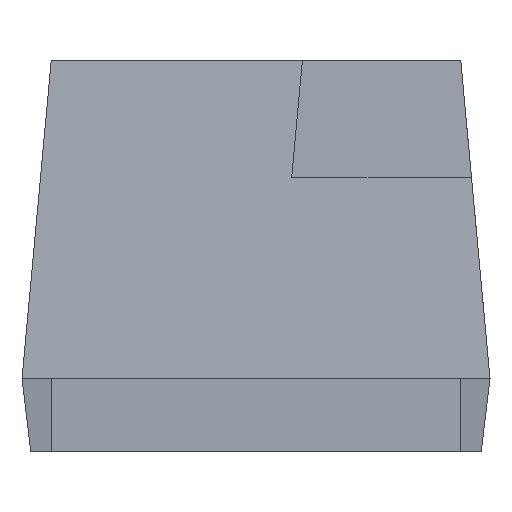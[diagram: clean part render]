
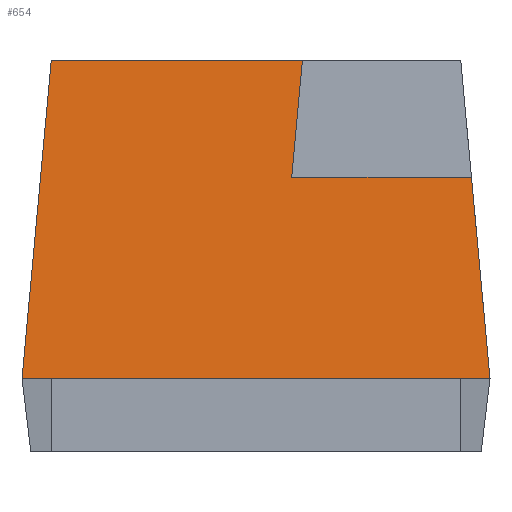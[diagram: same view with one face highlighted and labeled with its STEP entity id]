
A CAD part, left-side view. The second image highlights one B-rep face of the part: STEP entity #654.
In plain terms, the highlighted planar face has unit normal (-0.996, 0, 0.091).
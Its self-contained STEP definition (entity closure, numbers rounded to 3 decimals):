
#526=CARTESIAN_POINT('',(-0.618,-0.368,0.47));
#527=VERTEX_POINT('',#526);
#534=CARTESIAN_POINT('',(-0.618,-0.061,0.47));
#535=VERTEX_POINT('',#534);
#542=CARTESIAN_POINT('',(-0.618,-0.368,0.47));
#543=DIRECTION('',(0.0,1.0,0.0));
#544=VECTOR('',#543,0.307);
#545=LINE('',#542,#544);
#546=EDGE_CURVE('',#527,#535,#545,.T.);
#564=CARTESIAN_POINT('',(-0.6,-0.079,0.67));
#565=VERTEX_POINT('',#564);
#572=CARTESIAN_POINT('',(-0.618,-0.061,0.47));
#573=DIRECTION('',(0.091,-0.091,0.992));
#574=VECTOR('',#573,0.202);
#575=LINE('',#572,#574);
#576=EDGE_CURVE('',#535,#565,#575,.T.);
#589=CARTESIAN_POINT('',(-0.65,-0.4,0.125));
#590=VERTEX_POINT('',#589);
#591=CARTESIAN_POINT('',(-0.618,-0.368,0.47));
#592=DIRECTION('',(-0.091,-0.091,-0.992));
#593=VECTOR('',#592,0.348);
#594=LINE('',#591,#593);
#595=EDGE_CURVE('',#527,#590,#594,.T.);
#622=CARTESIAN_POINT('',(-0.625,-0.2,0.398));
#623=DIRECTION('',(-0.996,0.,0.091));
#624=DIRECTION('',(0.091,0.,0.996));
#625=AXIS2_PLACEMENT_3D('',#622,#623,#624);
#626=PLANE('',#625);
#627=ORIENTED_EDGE('',*,*,#546,.T.);
#628=ORIENTED_EDGE('',*,*,#576,.T.);
#629=CARTESIAN_POINT('',(-0.6,0.35,0.67));
#630=VERTEX_POINT('',#629);
#631=CARTESIAN_POINT('',(-0.6,-0.079,0.67));
#632=DIRECTION('',(0.0,1.0,0.0));
#633=VECTOR('',#632,0.429);
#634=LINE('',#631,#633);
#635=EDGE_CURVE('',#565,#630,#634,.T.);
#636=ORIENTED_EDGE('',*,*,#635,.T.);
#637=CARTESIAN_POINT('',(-0.65,0.4,0.125));
#638=VERTEX_POINT('',#637);
#639=CARTESIAN_POINT('',(-0.6,0.35,0.67));
#640=DIRECTION('',(-0.091,0.091,-0.992));
#641=VECTOR('',#640,0.55);
#642=LINE('',#639,#641);
#643=EDGE_CURVE('',#630,#638,#642,.T.);
#644=ORIENTED_EDGE('',*,*,#643,.T.);
#645=CARTESIAN_POINT('',(-0.65,0.4,0.125));
#646=DIRECTION('',(0.0,-1.0,0.0));
#647=VECTOR('',#646,0.8);
#648=LINE('',#645,#647);
#649=EDGE_CURVE('',#638,#590,#648,.T.);
#650=ORIENTED_EDGE('',*,*,#649,.T.);
#651=ORIENTED_EDGE('',*,*,#595,.F.);
#652=EDGE_LOOP('',(#627,#628,#636,#644,#650,#651));
#653=FACE_OUTER_BOUND('',#652,.T.);
#654=ADVANCED_FACE('',(#653),#626,.T.);
